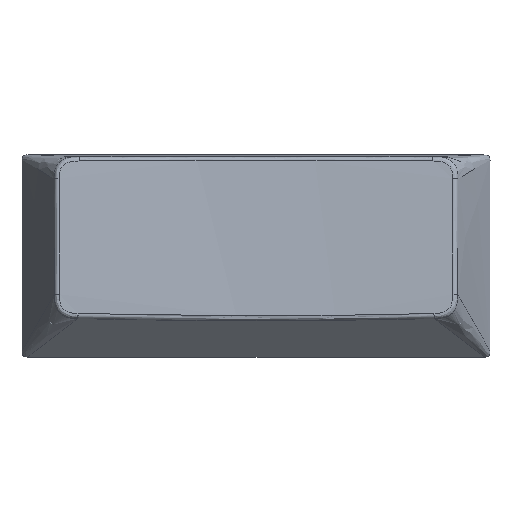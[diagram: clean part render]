
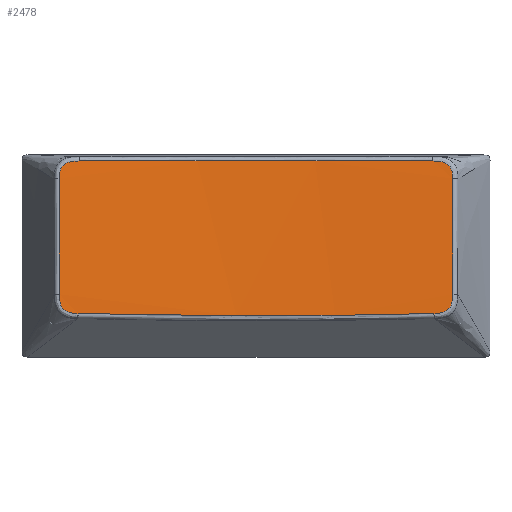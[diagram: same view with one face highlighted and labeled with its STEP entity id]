
A CAD part, top view. The second image highlights one B-rep face of the part: STEP entity #2478.
In plain terms, the highlighted cylindrical face has radius 292.575 mm (diameter 585.15 mm), a partial arc.
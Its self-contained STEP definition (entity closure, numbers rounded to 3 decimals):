
#15=CYLINDRICAL_SURFACE('',#2636,292.575);
#75=B_SPLINE_CURVE_WITH_KNOTS('',3,(#4255,#4256,#4257,#4258,#4259,#4260,
#4261,#4262,#4263,#4264,#4265,#4266,#4267),.UNSPECIFIED.,.F.,.F.,(4,3,3,
3,4),(-0.159,8.328,16.815,25.302,31.784),
 .UNSPECIFIED.);
#76=B_SPLINE_CURVE_WITH_KNOTS('',3,(#4269,#4270,#4271,#4272,#4273,#4274,
#4275,#4276,#4277,#4278,#4279,#4280,#4281,#4282,#4283),.UNSPECIFIED.,.F.,
 .F.,(4,1,1,1,1,1,1,1,1,1,1,1,4),(0.173,0.594,0.966,1.294,
1.444,1.595,1.745,1.894,2.218,2.402,
2.585,2.792,3.),.UNSPECIFIED.);
#77=B_SPLINE_CURVE_WITH_KNOTS('',3,(#4285,#4286,#4287,#4288),
 .UNSPECIFIED.,.F.,.F.,(4,4),(-0.173,10.259),.UNSPECIFIED.);
#78=B_SPLINE_CURVE_WITH_KNOTS('',3,(#4290,#4291,#4292,#4293,#4294,#4295,
#4296,#4297,#4298,#4299,#4300),.UNSPECIFIED.,.F.,.F.,(4,1,1,1,1,1,1,1,4),
(0.253,0.698,1.093,1.441,1.754,2.048,
2.35,2.68,3.048),.UNSPECIFIED.);
#79=B_SPLINE_CURVE_WITH_KNOTS('',3,(#4304,#4305,#4306,#4307,#4308,#4309,
#4310,#4311,#4312,#4313,#4314),.UNSPECIFIED.,.F.,.F.,(4,1,1,1,1,1,1,1,4),
(0.115,0.483,0.813,1.115,1.409,1.721,
2.07,2.465,2.91),.UNSPECIFIED.);
#80=B_SPLINE_CURVE_WITH_KNOTS('',3,(#4316,#4317,#4318,#4319),
 .UNSPECIFIED.,.F.,.F.,(4,4),(-0.115,10.317),.UNSPECIFIED.);
#81=B_SPLINE_CURVE_WITH_KNOTS('',3,(#4320,#4321,#4322,#4323,#4324,#4325,
#4326,#4327,#4328,#4329,#4330,#4331,#4332,#4333,#4334),.UNSPECIFIED.,.F.,
 .F.,(4,1,1,1,1,1,1,1,1,1,1,1,4),(0.159,0.575,0.941,1.265,
1.415,1.565,1.715,1.865,2.193,2.379,2.565,
2.776,2.987),.UNSPECIFIED.);
#100=CIRCLE('',#2637,289.775);
#184=FACE_OUTER_BOUND('',#328,.T.);
#328=EDGE_LOOP('',(#1886,#1887,#1888,#1889,#1890,#1891,#1892,#1893));
#1117=VERTEX_POINT('',#4253);
#1118=VERTEX_POINT('',#4254);
#1119=VERTEX_POINT('',#4268);
#1120=VERTEX_POINT('',#4284);
#1121=VERTEX_POINT('',#4289);
#1122=VERTEX_POINT('',#4301);
#1123=VERTEX_POINT('',#4303);
#1124=VERTEX_POINT('',#4315);
#1406=EDGE_CURVE('',#1117,#1118,#75,.T.);
#1407=EDGE_CURVE('',#1118,#1119,#76,.F.);
#1408=EDGE_CURVE('',#1119,#1120,#77,.T.);
#1409=EDGE_CURVE('',#1120,#1121,#78,.F.);
#1410=EDGE_CURVE('',#1121,#1122,#100,.T.);
#1411=EDGE_CURVE('',#1122,#1123,#79,.F.);
#1412=EDGE_CURVE('',#1123,#1124,#80,.T.);
#1413=EDGE_CURVE('',#1124,#1117,#81,.F.);
#1886=ORIENTED_EDGE('',*,*,#1406,.T.);
#1887=ORIENTED_EDGE('',*,*,#1407,.T.);
#1888=ORIENTED_EDGE('',*,*,#1408,.T.);
#1889=ORIENTED_EDGE('',*,*,#1409,.T.);
#1890=ORIENTED_EDGE('',*,*,#1410,.T.);
#1891=ORIENTED_EDGE('',*,*,#1411,.T.);
#1892=ORIENTED_EDGE('',*,*,#1412,.T.);
#1893=ORIENTED_EDGE('',*,*,#1413,.T.);
#2478=ADVANCED_FACE('',(#184),#15,.F.);
#2636=AXIS2_PLACEMENT_3D('',#4252,#3045,#3046);
#2637=AXIS2_PLACEMENT_3D('',#4302,#3047,#3048);
#3045=DIRECTION('center_axis',(0.,-0.995,
0.103));
#3046=DIRECTION('ref_axis',(-0.474,0.091,0.876));
#3047=DIRECTION('center_axis',(0.,0.999,0.035));
#3048=DIRECTION('ref_axis',(-0.055,0.035,-0.998));
#4252=CARTESIAN_POINT('Origin',(0.,-55.241,306.26));
#4253=CARTESIAN_POINT('',(-15.938,-5.167,7.34));
#4254=CARTESIAN_POINT('',(15.938,-5.167,7.34));
#4255=CARTESIAN_POINT('Ctrl Pts',(-15.938,-5.167,7.34));
#4256=CARTESIAN_POINT('Ctrl Pts',(-13.118,-5.238,7.193));
#4257=CARTESIAN_POINT('Ctrl Pts',(-10.296,-5.291,7.084));
#4258=CARTESIAN_POINT('Ctrl Pts',(-7.472,-5.324,7.015));
#4259=CARTESIAN_POINT('Ctrl Pts',(-4.648,-5.357,6.946));
#4260=CARTESIAN_POINT('Ctrl Pts',(-1.824,-5.372,6.916));
#4261=CARTESIAN_POINT('Ctrl Pts',(1.001,-5.367,6.926));
#4262=CARTESIAN_POINT('Ctrl Pts',(3.825,-5.363,6.935));
#4263=CARTESIAN_POINT('Ctrl Pts',(6.65,-5.339,6.983));
#4264=CARTESIAN_POINT('Ctrl Pts',(9.473,-5.297,7.071));
#4265=CARTESIAN_POINT('Ctrl Pts',(11.629,-5.265,7.138));
#4266=CARTESIAN_POINT('Ctrl Pts',(13.784,-5.221,7.227));
#4267=CARTESIAN_POINT('Ctrl Pts',(15.938,-5.167,7.34));
#4268=CARTESIAN_POINT('',(17.608,-3.442,7.257));
#4269=CARTESIAN_POINT('Ctrl Pts',(17.608,-3.442,7.257));
#4270=CARTESIAN_POINT('Ctrl Pts',(17.608,-3.582,7.272));
#4271=CARTESIAN_POINT('Ctrl Pts',(17.604,-3.845,7.299));
#4272=CARTESIAN_POINT('Ctrl Pts',(17.551,-4.214,7.334));
#4273=CARTESIAN_POINT('Ctrl Pts',(17.453,-4.481,7.356));
#4274=CARTESIAN_POINT('Ctrl Pts',(17.342,-4.658,7.367));
#4275=CARTESIAN_POINT('Ctrl Pts',(17.246,-4.773,7.374));
#4276=CARTESIAN_POINT('Ctrl Pts',(17.133,-4.873,7.377));
#4277=CARTESIAN_POINT('Ctrl Pts',(16.96,-4.988,7.379));
#4278=CARTESIAN_POINT('Ctrl Pts',(16.756,-5.069,7.376));
#4279=CARTESIAN_POINT('Ctrl Pts',(16.532,-5.12,7.368));
#4280=CARTESIAN_POINT('Ctrl Pts',(16.343,-5.146,7.36));
#4281=CARTESIAN_POINT('Ctrl Pts',(16.145,-5.161,7.351));
#4282=CARTESIAN_POINT('Ctrl Pts',(16.007,-5.165,7.344));
#4283=CARTESIAN_POINT('Ctrl Pts',(15.938,-5.167,7.34));
#4284=CARTESIAN_POINT('',(17.616,6.934,6.179));
#4285=CARTESIAN_POINT('Ctrl Pts',(17.608,-3.442,7.257));
#4286=CARTESIAN_POINT('Ctrl Pts',(17.611,0.017,6.898));
#4287=CARTESIAN_POINT('Ctrl Pts',(17.613,3.475,6.538));
#4288=CARTESIAN_POINT('Ctrl Pts',(17.616,6.934,6.179));
#4289=CARTESIAN_POINT('',(15.84,8.499,5.914));
#4290=CARTESIAN_POINT('Ctrl Pts',(15.84,8.499,5.914));
#4291=CARTESIAN_POINT('Ctrl Pts',(15.988,8.498,5.922));
#4292=CARTESIAN_POINT('Ctrl Pts',(16.268,8.493,5.938));
#4293=CARTESIAN_POINT('Ctrl Pts',(16.659,8.437,5.966));
#4294=CARTESIAN_POINT('Ctrl Pts',(16.989,8.318,5.998));
#4295=CARTESIAN_POINT('Ctrl Pts',(17.25,8.137,6.032));
#4296=CARTESIAN_POINT('Ctrl Pts',(17.44,7.9,6.068));
#4297=CARTESIAN_POINT('Ctrl Pts',(17.56,7.615,6.105));
#4298=CARTESIAN_POINT('Ctrl Pts',(17.613,7.287,6.142));
#4299=CARTESIAN_POINT('Ctrl Pts',(17.616,7.056,6.166));
#4300=CARTESIAN_POINT('Ctrl Pts',(17.616,6.934,6.179));
#4301=CARTESIAN_POINT('',(-15.84,8.499,5.914));
#4302=CARTESIAN_POINT('Origin',(0.,-1.621,295.078));
#4303=CARTESIAN_POINT('',(-17.616,6.934,6.179));
#4304=CARTESIAN_POINT('Ctrl Pts',(-17.616,6.934,6.179));
#4305=CARTESIAN_POINT('Ctrl Pts',(-17.616,7.056,6.166));
#4306=CARTESIAN_POINT('Ctrl Pts',(-17.613,7.287,6.142));
#4307=CARTESIAN_POINT('Ctrl Pts',(-17.56,7.615,6.105));
#4308=CARTESIAN_POINT('Ctrl Pts',(-17.44,7.9,6.068));
#4309=CARTESIAN_POINT('Ctrl Pts',(-17.25,8.137,6.032));
#4310=CARTESIAN_POINT('Ctrl Pts',(-16.989,8.318,5.998));
#4311=CARTESIAN_POINT('Ctrl Pts',(-16.659,8.437,5.966));
#4312=CARTESIAN_POINT('Ctrl Pts',(-16.268,8.493,5.938));
#4313=CARTESIAN_POINT('Ctrl Pts',(-15.988,8.498,5.922));
#4314=CARTESIAN_POINT('Ctrl Pts',(-15.84,8.499,5.914));
#4315=CARTESIAN_POINT('',(-17.608,-3.442,7.257));
#4316=CARTESIAN_POINT('Ctrl Pts',(-17.616,6.934,6.179));
#4317=CARTESIAN_POINT('Ctrl Pts',(-17.613,3.475,6.538));
#4318=CARTESIAN_POINT('Ctrl Pts',(-17.611,0.017,6.898));
#4319=CARTESIAN_POINT('Ctrl Pts',(-17.608,-3.442,7.257));
#4320=CARTESIAN_POINT('Ctrl Pts',(-15.938,-5.167,7.34));
#4321=CARTESIAN_POINT('Ctrl Pts',(-16.076,-5.163,7.347));
#4322=CARTESIAN_POINT('Ctrl Pts',(-16.336,-5.153,7.361));
#4323=CARTESIAN_POINT('Ctrl Pts',(-16.699,-5.092,7.375));
#4324=CARTESIAN_POINT('Ctrl Pts',(-16.96,-4.988,7.379));
#4325=CARTESIAN_POINT('Ctrl Pts',(-17.133,-4.873,7.377));
#4326=CARTESIAN_POINT('Ctrl Pts',(-17.246,-4.773,7.374));
#4327=CARTESIAN_POINT('Ctrl Pts',(-17.342,-4.658,7.367));
#4328=CARTESIAN_POINT('Ctrl Pts',(-17.453,-4.481,7.356));
#4329=CARTESIAN_POINT('Ctrl Pts',(-17.53,-4.273,7.339));
#4330=CARTESIAN_POINT('Ctrl Pts',(-17.575,-4.045,7.318));
#4331=CARTESIAN_POINT('Ctrl Pts',(-17.597,-3.853,7.299));
#4332=CARTESIAN_POINT('Ctrl Pts',(-17.607,-3.652,7.279));
#4333=CARTESIAN_POINT('Ctrl Pts',(-17.608,-3.512,7.264));
#4334=CARTESIAN_POINT('Ctrl Pts',(-17.608,-3.442,7.257));
